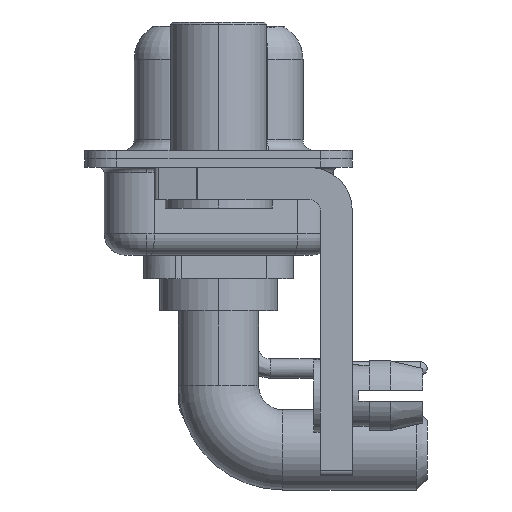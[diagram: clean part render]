
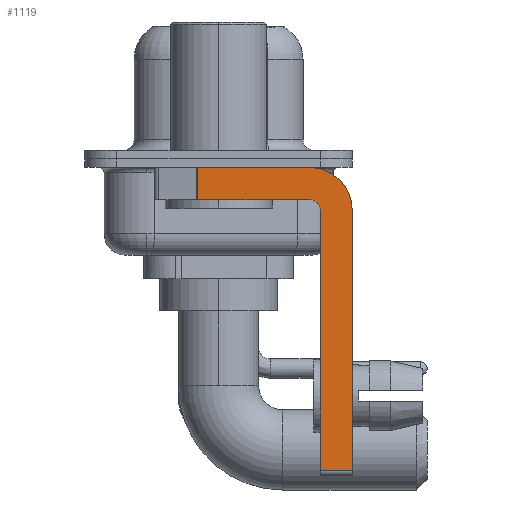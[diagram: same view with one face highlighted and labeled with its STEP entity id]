
A CAD part, left-side view. The second image highlights one B-rep face of the part: STEP entity #1119.
In plain terms, the highlighted planar face has unit normal (-1, 0, 0).
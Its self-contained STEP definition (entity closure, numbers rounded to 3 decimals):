
#153 = CIRCLE ( 'NONE', #13224, 0.5 ) ;
#418 = CARTESIAN_POINT ( 'NONE',  ( -2.9, -6.25, -2.4 ) ) ;
#553 = LINE ( 'NONE', #22025, #17314 ) ;
#1119 = ADVANCED_FACE ( 'NONE', ( #15679 ), #6397, .F. ) ;
#1139 = VERTEX_POINT ( 'NONE', #8278 ) ;
#1206 = CARTESIAN_POINT ( 'NONE',  ( -2.9, -4.75, -14.55 ) ) ;
#1438 = CARTESIAN_POINT ( 'NONE',  ( -2.9, -4.25, -2.4 ) ) ;
#1600 = CARTESIAN_POINT ( 'NONE',  ( -2.9, -4.75, -2.4 ) ) ;
#1727 = VECTOR ( 'NONE', #12508, 1000. ) ;
#1989 = AXIS2_PLACEMENT_3D ( 'NONE', #17213, #19316, #22815 ) ;
#2580 = CARTESIAN_POINT ( 'NONE',  ( -2.9, -6.25, -2.4 ) ) ;
#3277 = VERTEX_POINT ( 'NONE', #1206 ) ;
#4054 = VERTEX_POINT ( 'NONE', #7858 ) ;
#4438 = EDGE_CURVE ( 'NONE', #3277, #19456, #553, .T. ) ;
#4679 = CARTESIAN_POINT ( 'NONE',  ( -2.9, -6.25, -14.55 ) ) ;
#4692 = ORIENTED_EDGE ( 'NONE', *, *, #10556, .F. ) ;
#4770 = VECTOR ( 'NONE', #21665, 1000. ) ;
#5088 = EDGE_LOOP ( 'NONE', ( #5330, #12802, #16325, #8408, #5584, #18813, #4692, #16422 ) ) ;
#5330 = ORIENTED_EDGE ( 'NONE', *, *, #13102, .F. ) ;
#5584 = ORIENTED_EDGE ( 'NONE', *, *, #15453, .F. ) ;
#6151 = VERTEX_POINT ( 'NONE', #1600 ) ;
#6397 = PLANE ( 'NONE',  #1989 ) ;
#6454 = EDGE_CURVE ( 'NONE', #6151, #8221, #153, .T. ) ;
#6506 = CARTESIAN_POINT ( 'NONE',  ( -2.9, -4.25, -0.4 ) ) ;
#7812 = LINE ( 'NONE', #418, #22347 ) ;
#7858 = CARTESIAN_POINT ( 'NONE',  ( -2.9, 0.978, -1.9 ) ) ;
#7924 = DIRECTION ( 'NONE',  ( 0., 0., -1. ) ) ;
#8221 = VERTEX_POINT ( 'NONE', #18544 ) ;
#8278 = CARTESIAN_POINT ( 'NONE',  ( -2.9, 0.978, -0.4 ) ) ;
#8408 = ORIENTED_EDGE ( 'NONE', *, *, #6454, .F. ) ;
#9771 = VERTEX_POINT ( 'NONE', #2580 ) ;
#10371 = DIRECTION ( 'NONE',  ( -1., 0., 0. ) ) ;
#10556 = EDGE_CURVE ( 'NONE', #9771, #19456, #7812, .T. ) ;
#11106 = CARTESIAN_POINT ( 'NONE',  ( -2.9, 3., -0.4 ) ) ;
#11452 = CARTESIAN_POINT ( 'NONE',  ( -2.9, 0.978, -1.9 ) ) ;
#11934 = DIRECTION ( 'NONE',  ( 0., 1., 0. ) ) ;
#12508 = DIRECTION ( 'NONE',  ( 0., 0., 1. ) ) ;
#12624 = LINE ( 'NONE', #21774, #1727 ) ;
#12802 = ORIENTED_EDGE ( 'NONE', *, *, #13383, .T. ) ;
#13102 = EDGE_CURVE ( 'NONE', #1139, #17203, #21901, .T. ) ;
#13224 = AXIS2_PLACEMENT_3D ( 'NONE', #22559, #10371, #21157 ) ;
#13343 = CARTESIAN_POINT ( 'NONE',  ( -2.9, -4.25, -1.9 ) ) ;
#13383 = EDGE_CURVE ( 'NONE', #1139, #4054, #16960, .T. ) ;
#13421 = VECTOR ( 'NONE', #20370, 1000. ) ;
#14218 = EDGE_CURVE ( 'NONE', #8221, #4054, #18983, .T. ) ;
#15453 = EDGE_CURVE ( 'NONE', #3277, #6151, #12624, .T. ) ;
#15679 = FACE_OUTER_BOUND ( 'NONE', #5088, .T. ) ;
#15693 = VECTOR ( 'NONE', #11934, 1000. ) ;
#16325 = ORIENTED_EDGE ( 'NONE', *, *, #14218, .F. ) ;
#16422 = ORIENTED_EDGE ( 'NONE', *, *, #19064, .F. ) ;
#16869 = DIRECTION ( 'NONE',  ( 0., -1., 0. ) ) ;
#16960 = LINE ( 'NONE', #11452, #13421 ) ;
#17203 = VERTEX_POINT ( 'NONE', #6506 ) ;
#17213 = CARTESIAN_POINT ( 'NONE',  ( -2.9, -4.25, -2.4 ) ) ;
#17314 = VECTOR ( 'NONE', #16869, 1000. ) ;
#18544 = CARTESIAN_POINT ( 'NONE',  ( -2.9, -4.25, -1.9 ) ) ;
#18813 = ORIENTED_EDGE ( 'NONE', *, *, #4438, .T. ) ;
#18983 = LINE ( 'NONE', #13343, #15693 ) ;
#19064 = EDGE_CURVE ( 'NONE', #17203, #9771, #20182, .T. ) ;
#19316 = DIRECTION ( 'NONE',  ( 1., 0., 0. ) ) ;
#19456 = VERTEX_POINT ( 'NONE', #4679 ) ;
#20182 = CIRCLE ( 'NONE', #20904, 2. ) ;
#20370 = DIRECTION ( 'NONE',  ( 0., 0., -1. ) ) ;
#20904 = AXIS2_PLACEMENT_3D ( 'NONE', #1438, #21139, #21381 ) ;
#21139 = DIRECTION ( 'NONE',  ( 1., 0., 0. ) ) ;
#21157 = DIRECTION ( 'NONE',  ( 0., 0., 1. ) ) ;
#21381 = DIRECTION ( 'NONE',  ( 0., 0., -1. ) ) ;
#21665 = DIRECTION ( 'NONE',  ( 0., -1., 0. ) ) ;
#21774 = CARTESIAN_POINT ( 'NONE',  ( -2.9, -4.75, -14.8 ) ) ;
#21901 = LINE ( 'NONE', #11106, #4770 ) ;
#22025 = CARTESIAN_POINT ( 'NONE',  ( -2.9, -4.25, -14.55 ) ) ;
#22347 = VECTOR ( 'NONE', #7924, 1000. ) ;
#22559 = CARTESIAN_POINT ( 'NONE',  ( -2.9, -4.25, -2.4 ) ) ;
#22815 = DIRECTION ( 'NONE',  ( 0., 0., -1. ) ) ;
